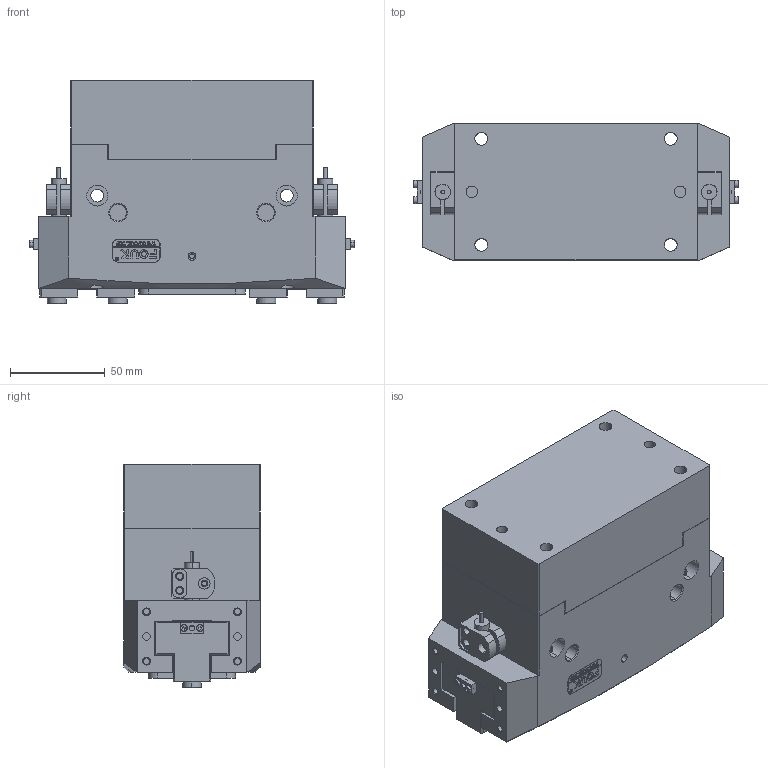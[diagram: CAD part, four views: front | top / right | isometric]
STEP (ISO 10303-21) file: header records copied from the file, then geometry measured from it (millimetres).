
FILE_DESCRIPTION (( 'STEP AP203' ), '1' );
FILE_NAME ('TR73-162-S-NO.STEP', '2024-11-19T03:24:10', ( 'USER-' ), ( 'Microsoft' ), 'SwSTEP 2.0', 'SolidWorks 2018', '' );
FILE_SCHEMA (( 'CONFIG_CONTROL_DESIGN' ));
Length unit declared in the file: millimetre
Products named in the file (18): TR73 -162杅耀.sldasm-Part-1; 埴翐芛_GB_FASTENER_SCREWS_HSHCS M2X8-N; TR73 -162杅耀.sldasm-Part-5; TR73-162-S 賑輸; TR73 -162杅耀.sldasm-Part-12; TR73 -162杅耀.sldasm-Part-4; TR73 -162杅耀.sldasm-Part-9; 揤輸蚾饜极; TR73 -162杅耀.sldasm-Part-10; TR73-162-NC杅耀.sldasm-Part-19; TR73 -162杅耀.sldasm-Part-3; TR73-162-S-NO; TR73 -162杅耀.sldasm-Part-7; TR73 -162杅耀; TR73 -162杅耀.sldasm-Part-16; TR73 -162杅耀.sldasm-Part-2; 25x12-R3; 揤輸杅耀.sldasm-Part-9
Assembly tree (20 placements, depth 4):
  TR73-162-S-NO
    TR73-162-NC杅耀.sldasm-Part-19
    TR73 -162杅耀
      TR73 -162杅耀.sldasm-Part-1
      TR73 -162杅耀.sldasm-Part-2
      TR73 -162杅耀.sldasm-Part-3
      TR73 -162杅耀.sldasm-Part-4
      TR73 -162杅耀.sldasm-Part-5
      TR73 -162杅耀.sldasm-Part-7
      TR73 -162杅耀.sldasm-Part-9
      TR73 -162杅耀.sldasm-Part-10
      TR73 -162杅耀.sldasm-Part-12
      TR73 -162杅耀.sldasm-Part-16
      TR73-162-S 賑輸  x2
      揤輸蚾饜极  x2
        揤輸杅耀.sldasm-Part-9
        埴翐芛_GB_FASTENER_SCREWS_HSHCS M2X8-N
      25x12-R3
Bounding box: 171.55 x 72 x 117.8 mm (x, y, z)
Volume: 1064656.6 mm3; surface area: 160982.4 mm2
Topology: 20 solids, 28 shells, 1262 faces, 3213 edges, 2063 vertices
Faces by surface type: plane 615, cylinder 333, bspline 155, cone 151, torus 8
Entity records: 40306 total; most frequent: CARTESIAN_POINT 12469, ORIENTED_EDGE 5522, DIRECTION 5024, EDGE_CURVE 2761, VERTEX_POINT 1794, LINE 1682, VECTOR 1682, AXIS2_PLACEMENT_3D 1671
